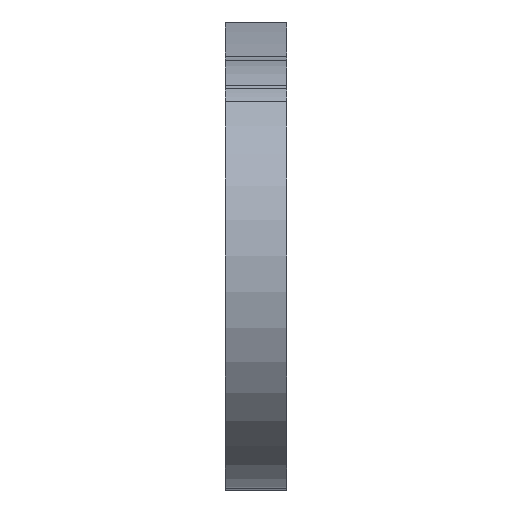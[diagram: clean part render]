
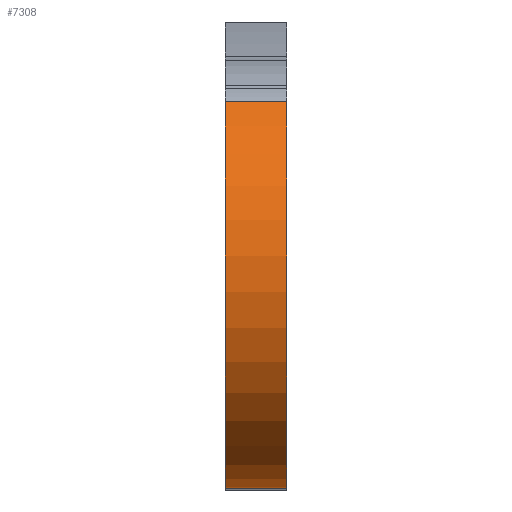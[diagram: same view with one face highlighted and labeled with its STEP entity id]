
A CAD part, top view. The second image highlights one B-rep face of the part: STEP entity #7308.
In plain terms, the highlighted cylindrical face has radius 22.43 mm (diameter 44.86 mm), a partial arc.
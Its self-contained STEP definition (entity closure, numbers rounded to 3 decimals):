
#707=FACE_OUTER_BOUND('',#1070,.T.);
#1070=EDGE_LOOP('',(#6551,#6552,#6553,#6554));
#2086=LINE('',#11531,#3088);
#2087=LINE('',#11534,#3089);
#3088=VECTOR('',#9435,10.);
#3089=VECTOR('',#9438,10.);
#3120=CIRCLE('',#7356,22.43);
#3132=CIRCLE('',#7699,22.43);
#3166=VERTEX_POINT('',#9552);
#3167=VERTEX_POINT('',#9554);
#3824=VERTEX_POINT('',#11530);
#3825=VERTEX_POINT('',#11532);
#3862=EDGE_CURVE('',#3166,#3167,#3120,.T.);
#4850=EDGE_CURVE('',#3824,#3166,#2086,.T.);
#4851=EDGE_CURVE('',#3824,#3825,#3132,.T.);
#4852=EDGE_CURVE('',#3167,#3825,#2087,.T.);
#6551=ORIENTED_EDGE('',*,*,#4850,.F.);
#6552=ORIENTED_EDGE('',*,*,#4851,.T.);
#6553=ORIENTED_EDGE('',*,*,#4852,.F.);
#6554=ORIENTED_EDGE('',*,*,#3862,.F.);
#6965=CYLINDRICAL_SURFACE('',#7698,22.43);
#7308=ADVANCED_FACE('',(#707),#6965,.T.);
#7356=AXIS2_PLACEMENT_3D('',#9555,#7773,#7774);
#7698=AXIS2_PLACEMENT_3D('',#11529,#9433,#9434);
#7699=AXIS2_PLACEMENT_3D('',#11533,#9436,#9437);
#7773=DIRECTION('center_axis',(1.,0.,0.));
#7774=DIRECTION('ref_axis',(0.,0.996,0.091));
#9433=DIRECTION('center_axis',(1.,0.,0.));
#9434=DIRECTION('ref_axis',(0.,-0.626,0.78));
#9435=DIRECTION('',(1.,0.,0.));
#9436=DIRECTION('center_axis',(1.,0.,0.));
#9437=DIRECTION('ref_axis',(0.,0.996,0.091));
#9438=DIRECTION('',(-1.,0.,0.));
#9552=CARTESIAN_POINT('',(6.35,-69.924,78.71));
#9554=CARTESIAN_POINT('',(6.35,-104.89,50.62));
#9555=CARTESIAN_POINT('Origin',(6.35,-87.676,65.));
#11529=CARTESIAN_POINT('Origin',(0.,-87.676,65.));
#11530=CARTESIAN_POINT('',(0.,-69.924,78.71));
#11531=CARTESIAN_POINT('',(0.,-69.924,78.71));
#11532=CARTESIAN_POINT('',(0.,-104.89,50.62));
#11533=CARTESIAN_POINT('Origin',(0.,-87.676,65.));
#11534=CARTESIAN_POINT('',(0.,-104.89,50.62));
